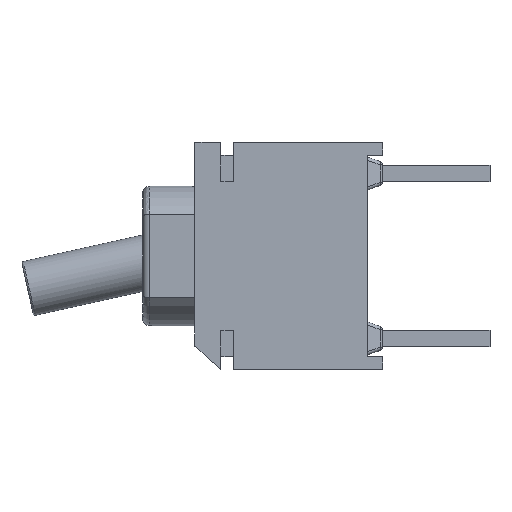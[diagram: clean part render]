
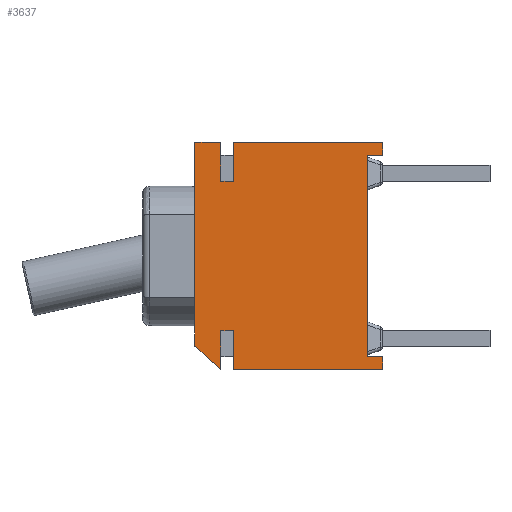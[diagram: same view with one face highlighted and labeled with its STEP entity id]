
A CAD part, left-side view. The second image highlights one B-rep face of the part: STEP entity #3637.
In plain terms, the highlighted planar face has unit normal (-1, 0, 0).
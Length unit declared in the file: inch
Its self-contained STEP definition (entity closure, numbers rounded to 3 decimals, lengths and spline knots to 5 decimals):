
#3018=CARTESIAN_POINT('',(-0.08858,0.19685,-0.1378));
#3019=VERTEX_POINT('',#3018);
#3026=CARTESIAN_POINT('',(-0.08858,0.22835,-0.10925));
#3027=VERTEX_POINT('',#3026);
#3028=CARTESIAN_POINT('',(-0.08858,0.22835,-0.10925));
#3029=DIRECTION('',(0.0,-0.741,-0.672));
#3030=VECTOR('',#3029,0.04251);
#3031=LINE('',#3028,#3030);
#3032=EDGE_CURVE('',#3027,#3019,#3031,.T.);
#3176=CARTESIAN_POINT('',(-0.08858,0.22835,0.1378));
#3177=VERTEX_POINT('',#3176);
#3178=CARTESIAN_POINT('',(-0.08858,0.22835,-0.10925));
#3179=DIRECTION('',(0.0,0.0,1.0));
#3180=VECTOR('',#3179,0.24705);
#3181=LINE('',#3178,#3180);
#3182=EDGE_CURVE('',#3027,#3177,#3181,.T.);
#3207=CARTESIAN_POINT('',(-0.08858,0.0185,0.12205));
#3208=VERTEX_POINT('',#3207);
#3223=CARTESIAN_POINT('',(-0.08858,0.0,0.12205));
#3224=VERTEX_POINT('',#3223);
#3231=CARTESIAN_POINT('',(-0.08858,0.0185,0.12205));
#3232=DIRECTION('',(0.0,-1.0,0.0));
#3233=VECTOR('',#3232,0.0185);
#3234=LINE('',#3231,#3233);
#3235=EDGE_CURVE('',#3208,#3224,#3234,.T.);
#3245=CARTESIAN_POINT('',(-0.08858,0.0185,-0.12205));
#3246=VERTEX_POINT('',#3245);
#3255=CARTESIAN_POINT('',(-0.08858,0.0,-0.12205));
#3256=VERTEX_POINT('',#3255);
#3257=CARTESIAN_POINT('',(-0.08858,0.0,-0.12205));
#3258=DIRECTION('',(0.0,1.0,0.0));
#3259=VECTOR('',#3258,0.0185);
#3260=LINE('',#3257,#3259);
#3261=EDGE_CURVE('',#3256,#3246,#3260,.T.);
#3472=CARTESIAN_POINT('',(-0.08858,0.0185,-0.12205));
#3473=DIRECTION('',(0.0,0.0,1.0));
#3474=VECTOR('',#3473,0.24409);
#3475=LINE('',#3472,#3474);
#3476=EDGE_CURVE('',#3246,#3208,#3475,.T.);
#3541=CARTESIAN_POINT('',(-0.08858,-0.01142,0.15157));
#3542=DIRECTION('',(1.0,0.0,0.0));
#3543=DIRECTION('',(0.0,0.0,-1.0));
#3544=AXIS2_PLACEMENT_3D('',#3541,#3542,#3543);
#3545=PLANE('',#3544);
#3546=ORIENTED_EDGE('',*,*,#3032,.T.);
#3547=CARTESIAN_POINT('',(-0.08858,0.19685,-0.09055));
#3548=VERTEX_POINT('',#3547);
#3549=CARTESIAN_POINT('',(-0.08858,0.19685,-0.1378));
#3550=DIRECTION('',(0.0,0.0,1.0));
#3551=VECTOR('',#3550,0.04724);
#3552=LINE('',#3549,#3551);
#3553=EDGE_CURVE('',#3019,#3548,#3552,.T.);
#3554=ORIENTED_EDGE('',*,*,#3553,.T.);
#3555=CARTESIAN_POINT('',(-0.08858,0.1811,-0.09055));
#3556=VERTEX_POINT('',#3555);
#3557=CARTESIAN_POINT('',(-0.08858,0.19685,-0.09055));
#3558=DIRECTION('',(0.0,-1.0,0.0));
#3559=VECTOR('',#3558,0.01575);
#3560=LINE('',#3557,#3559);
#3561=EDGE_CURVE('',#3548,#3556,#3560,.T.);
#3562=ORIENTED_EDGE('',*,*,#3561,.T.);
#3563=CARTESIAN_POINT('',(-0.08858,0.1811,-0.1378));
#3564=VERTEX_POINT('',#3563);
#3565=CARTESIAN_POINT('',(-0.08858,0.1811,-0.09055));
#3566=DIRECTION('',(0.0,0.0,-1.0));
#3567=VECTOR('',#3566,0.04724);
#3568=LINE('',#3565,#3567);
#3569=EDGE_CURVE('',#3556,#3564,#3568,.T.);
#3570=ORIENTED_EDGE('',*,*,#3569,.T.);
#3571=CARTESIAN_POINT('',(-0.08858,0.0,-0.1378));
#3572=VERTEX_POINT('',#3571);
#3573=CARTESIAN_POINT('',(-0.08858,0.0,-0.1378));
#3574=DIRECTION('',(0.0,1.0,0.0));
#3575=VECTOR('',#3574,0.1811);
#3576=LINE('',#3573,#3575);
#3577=EDGE_CURVE('',#3572,#3564,#3576,.T.);
#3578=ORIENTED_EDGE('',*,*,#3577,.F.);
#3579=CARTESIAN_POINT('',(-0.08858,0.0,-0.12205));
#3580=DIRECTION('',(0.0,0.0,-1.0));
#3581=VECTOR('',#3580,0.01575);
#3582=LINE('',#3579,#3581);
#3583=EDGE_CURVE('',#3256,#3572,#3582,.T.);
#3584=ORIENTED_EDGE('',*,*,#3583,.F.);
#3585=ORIENTED_EDGE('',*,*,#3261,.T.);
#3586=ORIENTED_EDGE('',*,*,#3476,.T.);
#3587=ORIENTED_EDGE('',*,*,#3235,.T.);
#3588=CARTESIAN_POINT('',(-0.08858,0.0,0.1378));
#3589=VERTEX_POINT('',#3588);
#3590=CARTESIAN_POINT('',(-0.08858,0.0,0.1378));
#3591=DIRECTION('',(0.0,0.0,-1.0));
#3592=VECTOR('',#3591,0.01575);
#3593=LINE('',#3590,#3592);
#3594=EDGE_CURVE('',#3589,#3224,#3593,.T.);
#3595=ORIENTED_EDGE('',*,*,#3594,.F.);
#3596=CARTESIAN_POINT('',(-0.08858,0.1811,0.1378));
#3597=VERTEX_POINT('',#3596);
#3598=CARTESIAN_POINT('',(-0.08858,0.1811,0.1378));
#3599=DIRECTION('',(0.0,-1.0,0.0));
#3600=VECTOR('',#3599,0.1811);
#3601=LINE('',#3598,#3600);
#3602=EDGE_CURVE('',#3597,#3589,#3601,.T.);
#3603=ORIENTED_EDGE('',*,*,#3602,.F.);
#3604=CARTESIAN_POINT('',(-0.08858,0.1811,0.09055));
#3605=VERTEX_POINT('',#3604);
#3606=CARTESIAN_POINT('',(-0.08858,0.1811,0.1378));
#3607=DIRECTION('',(0.0,0.0,-1.0));
#3608=VECTOR('',#3607,0.04724);
#3609=LINE('',#3606,#3608);
#3610=EDGE_CURVE('',#3597,#3605,#3609,.T.);
#3611=ORIENTED_EDGE('',*,*,#3610,.T.);
#3612=CARTESIAN_POINT('',(-0.08858,0.19685,0.09055));
#3613=VERTEX_POINT('',#3612);
#3614=CARTESIAN_POINT('',(-0.08858,0.1811,0.09055));
#3615=DIRECTION('',(0.0,1.0,0.0));
#3616=VECTOR('',#3615,0.01575);
#3617=LINE('',#3614,#3616);
#3618=EDGE_CURVE('',#3605,#3613,#3617,.T.);
#3619=ORIENTED_EDGE('',*,*,#3618,.T.);
#3620=CARTESIAN_POINT('',(-0.08858,0.19685,0.1378));
#3621=VERTEX_POINT('',#3620);
#3622=CARTESIAN_POINT('',(-0.08858,0.19685,0.09055));
#3623=DIRECTION('',(0.0,0.0,1.0));
#3624=VECTOR('',#3623,0.04724);
#3625=LINE('',#3622,#3624);
#3626=EDGE_CURVE('',#3613,#3621,#3625,.T.);
#3627=ORIENTED_EDGE('',*,*,#3626,.T.);
#3628=CARTESIAN_POINT('',(-0.08858,0.22835,0.1378));
#3629=DIRECTION('',(0.0,-1.0,0.0));
#3630=VECTOR('',#3629,0.0315);
#3631=LINE('',#3628,#3630);
#3632=EDGE_CURVE('',#3177,#3621,#3631,.T.);
#3633=ORIENTED_EDGE('',*,*,#3632,.F.);
#3634=ORIENTED_EDGE('',*,*,#3182,.F.);
#3635=EDGE_LOOP('',(#3546,#3554,#3562,#3570,#3578,#3584,#3585,#3586,#3587,#3595,#3603,#3611,#3619,#3627,#3633,#3634));
#3636=FACE_OUTER_BOUND('',#3635,.T.);
#3637=ADVANCED_FACE('',(#3636),#3545,.F.);
